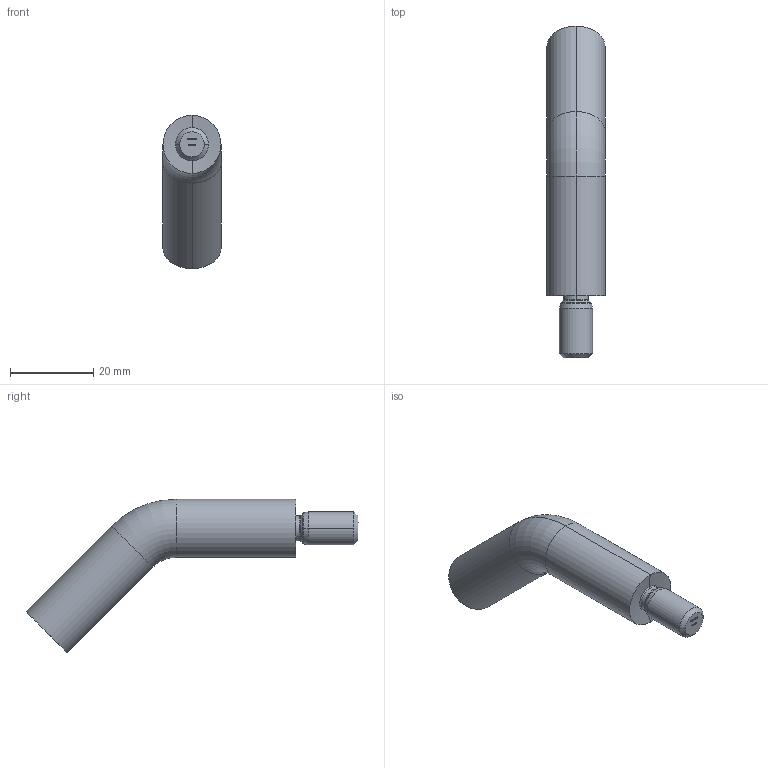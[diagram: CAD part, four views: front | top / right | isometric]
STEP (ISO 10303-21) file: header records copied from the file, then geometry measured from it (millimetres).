
FILE_DESCRIPTION (( 'STEP AP203' ), '1' );
FILE_NAME ('50471-240-M6.STEP', '2018-08-07T07:14:12', ( '' ), ( '' ), 'SwSTEP 2.0', 'SolidWorks 2015', '' );
FILE_SCHEMA (( 'CONFIG_CONTROL_DESIGN' ));
Length unit declared in the file: millimetre
Products named in the file (1): 50471-240-M6
Bounding box: 14 x 79.95 x 36.95 mm (x, y, z)
Volume: 10819.8 mm3; surface area: 4060.5 mm2
Topology: 1 solids, 1 shells, 279 faces, 721 edges, 471 vertices
Faces by surface type: plane 158, bspline 89, cone 12, torus 10, cylinder 10
Entity records: 13478 total; most frequent: CARTESIAN_POINT 7175, ORIENTED_EDGE 1438, DIRECTION 969, EDGE_CURVE 719, LINE 495, VECTOR 495, VERTEX_POINT 471, EDGE_LOOP 308
